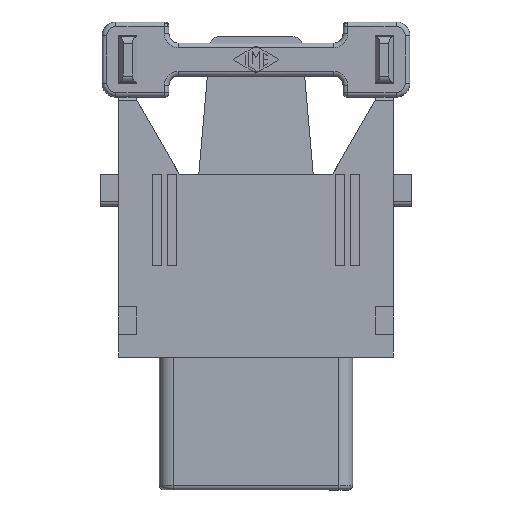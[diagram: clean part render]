
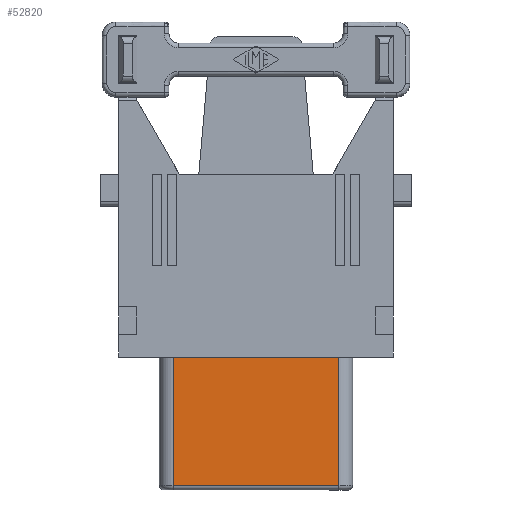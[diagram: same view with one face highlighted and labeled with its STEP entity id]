
A CAD part, left-side view. The second image highlights one B-rep face of the part: STEP entity #52820.
In plain terms, the highlighted face is planar.
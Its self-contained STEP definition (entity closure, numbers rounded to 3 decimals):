
#35850=CARTESIAN_POINT('',(54.898,57.857,-26.05));
#35860=VERTEX_POINT('',#35850);
#35890=CARTESIAN_POINT('',(54.898,57.857,-4.559)
);
#35900=DIRECTION('',(0.,0.,1.));
#35910=VECTOR('',#35900,1.);
#35920=LINE('',#35890,#35910);
#35930=CARTESIAN_POINT('',(54.898,57.857,-7.95)
);
#35940=VERTEX_POINT('',#35930);
#35950=EDGE_CURVE('',#35860,#35940,#35920,.T.);
#48840=CARTESIAN_POINT('',(54.898,43.857,-26.05));
#48850=VERTEX_POINT('',#48840);
#52540=CARTESIAN_POINT('',(54.898,50.557,-17.)
);
#52550=DIRECTION('',(1.,0.,0.));
#52560=DIRECTION('',(0.,0.,1.));
#52570=AXIS2_PLACEMENT_3D('',#52540,#52550,#52560);
#52580=PLANE('',#52570);
#52590=CARTESIAN_POINT('',(54.898,43.857,-4.559)
);
#52600=DIRECTION('',(0.,0.,-1.));
#52610=VECTOR('',#52600,1.);
#52620=LINE('',#52590,#52610);
#52630=CARTESIAN_POINT('',(54.898,43.857,-7.95)
);
#52640=VERTEX_POINT('',#52630);
#52650=EDGE_CURVE('',#52640,#48850,#52620,.T.);
#52660=ORIENTED_EDGE('',*,*,#52650,.T.);
#52670=CARTESIAN_POINT('',(54.898,58.057,-7.95)
);
#52680=DIRECTION('',(0.,-1.,0.));
#52690=VECTOR('',#52680,1.);
#52700=LINE('',#52670,#52690);
#52710=EDGE_CURVE('',#35940,#52640,#52700,.T.);
#52720=ORIENTED_EDGE('',*,*,#52710,.T.);
#52730=ORIENTED_EDGE('',*,*,#35950,.T.);
#52740=CARTESIAN_POINT('',(54.898,58.057,-26.05));
#52750=DIRECTION('',(0.,-1.,0.));
#52760=VECTOR('',#52750,1.);
#52770=LINE('',#52740,#52760);
#52780=EDGE_CURVE('',#35860,#48850,#52770,.T.);
#52790=ORIENTED_EDGE('',*,*,#52780,.F.);
#52800=EDGE_LOOP('',(#52790,#52730,#52720,#52660));
#52810=FACE_OUTER_BOUND('',#52800,.T.);
#52820=ADVANCED_FACE('',(#52810),#52580,.T.);
